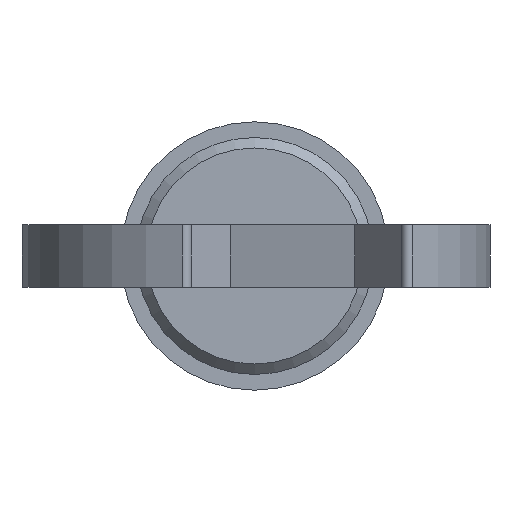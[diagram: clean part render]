
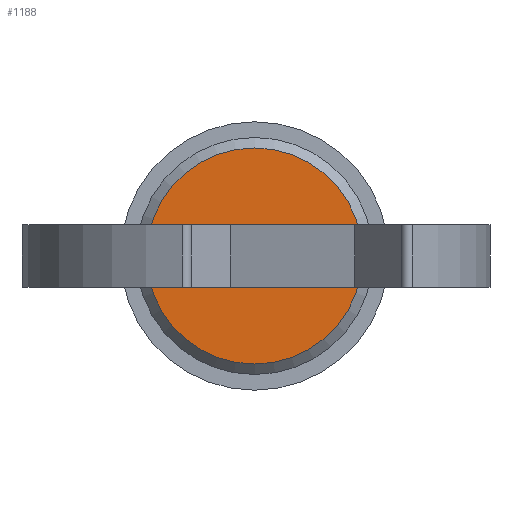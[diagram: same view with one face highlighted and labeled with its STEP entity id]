
A CAD part, left-side view. The second image highlights one B-rep face of the part: STEP entity #1188.
In plain terms, the highlighted planar face has unit normal (-1, 0, 0).
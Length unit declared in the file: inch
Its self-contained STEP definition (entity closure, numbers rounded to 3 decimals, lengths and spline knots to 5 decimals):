
#336 = DIRECTION ( 'NONE',  ( 0., 0., 1. ) ) ;
#543 = VERTEX_POINT ( 'NONE', #1159 ) ;
#660 = DIRECTION ( 'NONE',  ( 0., 1., 0. ) ) ;
#846 = DIRECTION ( 'NONE',  ( -1., 0., 0. ) ) ;
#978 = EDGE_CURVE ( 'NONE', #3575, #4795, #7002, .T. ) ;
#1143 = VERTEX_POINT ( 'NONE', #1189 ) ;
#1159 = CARTESIAN_POINT ( 'NONE',  ( 0., 0.25287, -0.09 ) ) ;
#1188 = ADVANCED_FACE ( 'NONE', ( #5543, #5085 ), #2799, .F. ) ;
#1189 = CARTESIAN_POINT ( 'NONE',  ( 0., 0.25287, 0.09 ) ) ;
#1455 = EDGE_CURVE ( 'NONE', #4795, #543, #5654, .T. ) ;
#1582 = CARTESIAN_POINT ( 'NONE',  ( 0., -0.25321, 0.09 ) ) ;
#1726 = VECTOR ( 'NONE', #3762, 39.37008 ) ;
#2065 = AXIS2_PLACEMENT_3D ( 'NONE', #3296, #6143, #660 ) ;
#2070 = CARTESIAN_POINT ( 'NONE',  ( 0., -0.25321, 0.09 ) ) ;
#2143 = EDGE_LOOP ( 'NONE', ( #4153, #4082, #6285, #6165 ) ) ;
#2375 = CARTESIAN_POINT ( 'NONE',  ( 0., 0., -0.31 ) ) ;
#2799 = PLANE ( 'NONE',  #2065 ) ;
#2823 = CARTESIAN_POINT ( 'NONE',  ( 0., -0.25321, -0.09 ) ) ;
#3032 = EDGE_CURVE ( 'NONE', #3575, #1143, #3793, .T. ) ;
#3118 = CARTESIAN_POINT ( 'NONE',  ( 0., -0.97717, 0.09 ) ) ;
#3296 = CARTESIAN_POINT ( 'NONE',  ( 0., 0., 0. ) ) ;
#3575 = VERTEX_POINT ( 'NONE', #2070 ) ;
#3762 = DIRECTION ( 'NONE',  ( 0., 0., -1. ) ) ;
#3793 = LINE ( 'NONE', #3118, #5266 ) ;
#3956 = EDGE_CURVE ( 'NONE', #543, #1143, #4729, .T. ) ;
#4082 = ORIENTED_EDGE ( 'NONE', *, *, #978, .T. ) ;
#4153 = ORIENTED_EDGE ( 'NONE', *, *, #3032, .F. ) ;
#4292 = DIRECTION ( 'NONE',  ( 0., 1., 0. ) ) ;
#4481 = AXIS2_PLACEMENT_3D ( 'NONE', #5797, #846, #5303 ) ;
#4585 = VECTOR ( 'NONE', #5717, 39.37008 ) ;
#4729 = LINE ( 'NONE', #5325, #6747 ) ;
#4795 = VERTEX_POINT ( 'NONE', #2823 ) ;
#5079 = EDGE_LOOP ( 'NONE', ( #5913 ) ) ;
#5085 = FACE_OUTER_BOUND ( 'NONE', #5079, .T. ) ;
#5266 = VECTOR ( 'NONE', #4292, 39.37008 ) ;
#5303 = DIRECTION ( 'NONE',  ( 0., 0., -1. ) ) ;
#5325 = CARTESIAN_POINT ( 'NONE',  ( 0., 0.25287, 0.09 ) ) ;
#5543 = FACE_BOUND ( 'NONE', #2143, .T. ) ;
#5654 = LINE ( 'NONE', #6715, #4585 ) ;
#5717 = DIRECTION ( 'NONE',  ( 0., 1., 0. ) ) ;
#5797 = CARTESIAN_POINT ( 'NONE',  ( 0., 0., 0. ) ) ;
#5913 = ORIENTED_EDGE ( 'NONE', *, *, #6164, .T. ) ;
#6076 = VERTEX_POINT ( 'NONE', #2375 ) ;
#6143 = DIRECTION ( 'NONE',  ( 1., 0., 0. ) ) ;
#6164 = EDGE_CURVE ( 'NONE', #6076, #6076, #6402, .T. ) ;
#6165 = ORIENTED_EDGE ( 'NONE', *, *, #3956, .T. ) ;
#6285 = ORIENTED_EDGE ( 'NONE', *, *, #1455, .T. ) ;
#6402 = CIRCLE ( 'NONE', #4481, 0.31 ) ;
#6715 = CARTESIAN_POINT ( 'NONE',  ( 0., -0.97717, -0.09 ) ) ;
#6747 = VECTOR ( 'NONE', #336, 39.37008 ) ;
#7002 = LINE ( 'NONE', #1582, #1726 ) ;
